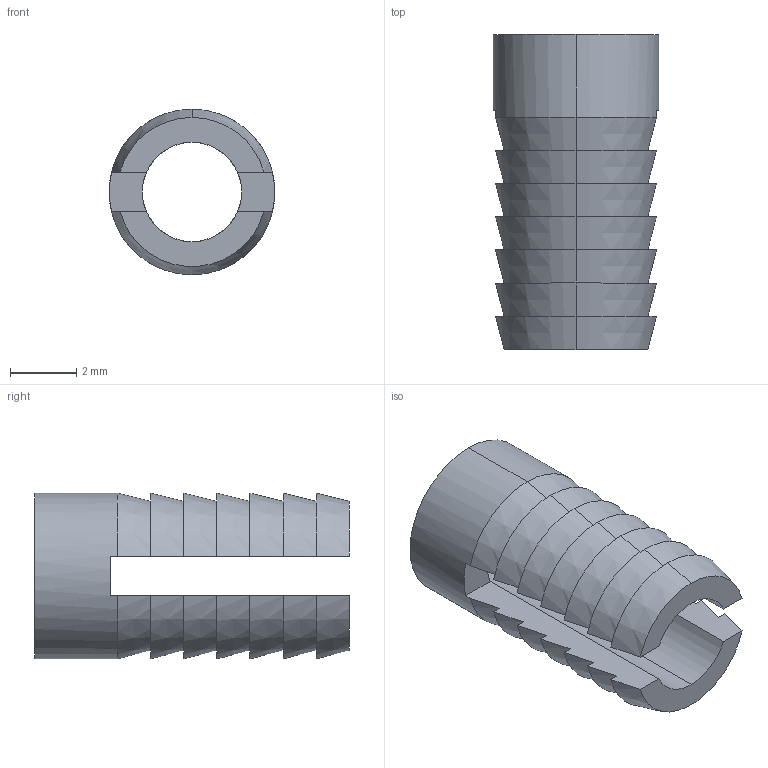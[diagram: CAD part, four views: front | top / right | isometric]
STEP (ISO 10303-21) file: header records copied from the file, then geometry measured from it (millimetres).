
FILE_DESCRIPTION (( 'STEP AP214' ), '1' );
FILE_NAME ('F002536_3D.step', '2022-11-21T18:15:26', ( '' ), ( '' ), 'SwSTEP 2.0', 'SolidWorks 2020', '' );
FILE_SCHEMA (( 'AUTOMOTIVE_DESIGN' ));
Length unit declared in the file: millimetre
Products named in the file (1): F002536_3D
Bounding box: 5 x 9.5 x 5 mm (x, y, z)
Volume: 90.6 mm3; surface area: 268.2 mm2
Topology: 1 solids, 1 shells, 46 faces, 134 edges, 89 vertices
Faces by surface type: cone 21, plane 21, cylinder 4
Entity records: 1611 total; most frequent: CARTESIAN_POINT 354, ORIENTED_EDGE 268, DIRECTION 255, EDGE_CURVE 134, AXIS2_PLACEMENT_3D 102, VERTEX_POINT 89, CIRCLE 55, VECTOR 51
